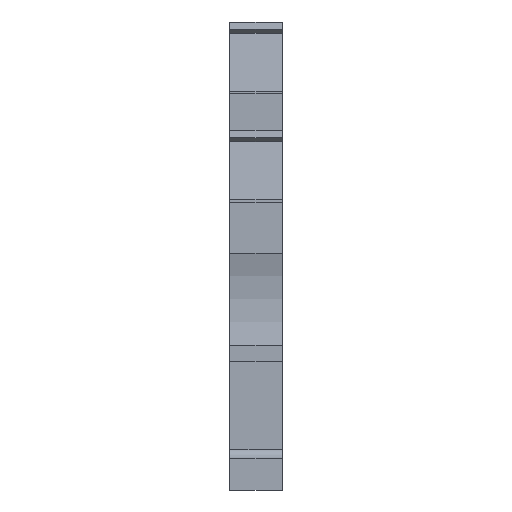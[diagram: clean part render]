
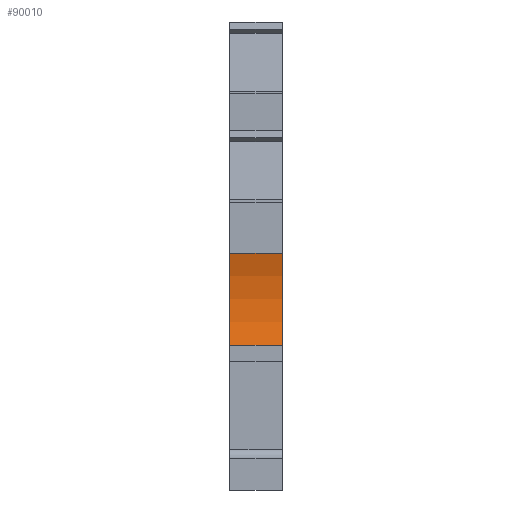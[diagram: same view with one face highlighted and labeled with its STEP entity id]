
A CAD part, front view. The second image highlights one B-rep face of the part: STEP entity #90010.
In plain terms, the highlighted cylindrical face has radius 15 mm (diameter 30 mm), a partial arc.
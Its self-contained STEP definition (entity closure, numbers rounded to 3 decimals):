
#4860=CARTESIAN_POINT('',(135.328,19.697,48.52));
#4870=VERTEX_POINT('',#4860);
#4900=CARTESIAN_POINT('',(121.019,15.197,48.52));
#4910=DIRECTION('',(0.,0.,1.));
#4920=DIRECTION('',(1.,0.,0.));
#4930=AXIS2_PLACEMENT_3D('',#4900,#4910,#4920);
#4940=CIRCLE('',#4930,15.);
#4950=CARTESIAN_POINT('',(135.328,10.697,48.52));
#4960=VERTEX_POINT('',#4950);
#4970=EDGE_CURVE('',#4960,#4870,#4940,.T.);
#66890=CARTESIAN_POINT('',(135.328,10.697,53.67));
#66900=VERTEX_POINT('',#66890);
#67000=CARTESIAN_POINT('',(135.328,10.697,53.67));
#67010=DIRECTION('',(0.,0.,1.));
#67020=VECTOR('',#67010,1.);
#67030=LINE('',#67000,#67020);
#67040=EDGE_CURVE('',#4960,#66900,#67030,.T.);
#67250=CARTESIAN_POINT('',(135.328,19.697,53.67));
#67260=VERTEX_POINT('',#67250);
#67310=CARTESIAN_POINT('',(135.328,19.697,53.67));
#67320=DIRECTION('',(0.,0.,1.));
#67330=VECTOR('',#67320,1.);
#67340=LINE('',#67310,#67330);
#67350=EDGE_CURVE('',#4870,#67260,#67340,.T.);
#89840=CARTESIAN_POINT('',(121.019,15.197,53.67));
#89850=DIRECTION('',(0.,0.,1.));
#89860=DIRECTION('',(1.,0.,0.));
#89870=AXIS2_PLACEMENT_3D('',#89840,#89850,#89860);
#89880=CYLINDRICAL_SURFACE('',#89870,15.);
#89890=CARTESIAN_POINT('',(121.019,15.197,53.67));
#89900=DIRECTION('',(0.,0.,1.));
#89910=DIRECTION('',(1.,0.,0.));
#89920=AXIS2_PLACEMENT_3D('',#89890,#89900,#89910);
#89930=CIRCLE('',#89920,15.);
#89940=EDGE_CURVE('',#66900,#67260,#89930,.T.);
#89950=ORIENTED_EDGE('',*,*,#89940,.T.);
#89960=ORIENTED_EDGE('',*,*,#67040,.T.);
#89970=ORIENTED_EDGE('',*,*,#4970,.F.);
#89980=ORIENTED_EDGE('',*,*,#67350,.F.);
#89990=EDGE_LOOP('',(#89980,#89970,#89960,#89950));
#90000=FACE_OUTER_BOUND('',#89990,.T.);
#90010=ADVANCED_FACE('',(#90000),#89880,.F.);
